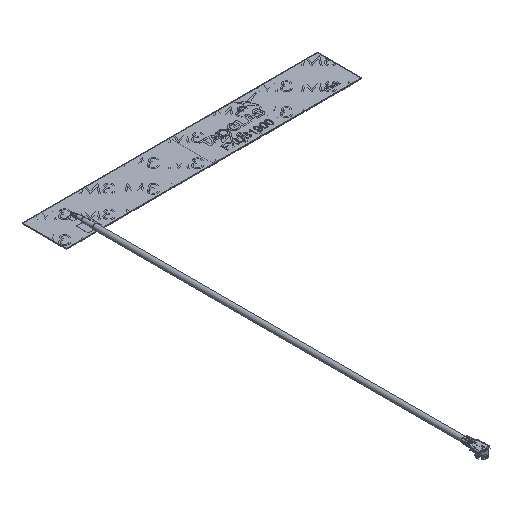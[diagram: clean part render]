
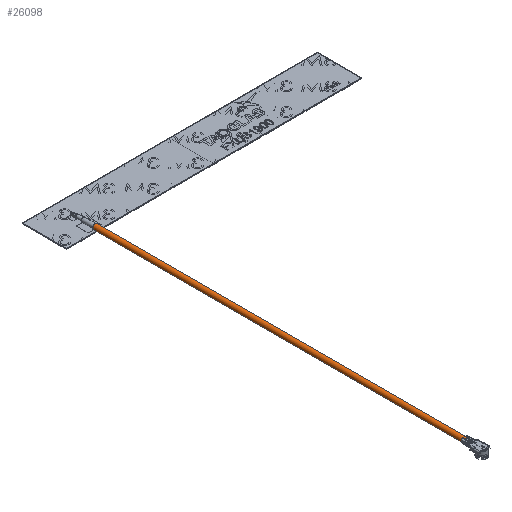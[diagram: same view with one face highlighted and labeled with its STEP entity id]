
A CAD part, isometric view. The second image highlights one B-rep face of the part: STEP entity #26098.
In plain terms, the highlighted cylindrical face has radius 0.685 mm (diameter 1.37 mm), a full revolution.
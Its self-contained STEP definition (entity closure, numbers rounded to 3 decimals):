
#1576 = DIRECTION ( 'NONE',  ( 1., 0., 0. ) ) ;
#3965 = EDGE_CURVE ( 'NONE', #9048, #9048, #20976, .T. ) ;
#6764 = CARTESIAN_POINT ( 'NONE',  ( 8.451, -11.3, 0.585 ) ) ;
#8952 = EDGE_LOOP ( 'NONE', ( #49424 ) ) ;
#9048 = VERTEX_POINT ( 'NONE', #34494 ) ;
#9588 = EDGE_CURVE ( 'NONE', #34223, #34223, #25226, .T. ) ;
#11138 = DIRECTION ( 'NONE',  ( 0., 1., 0. ) ) ;
#11604 = ORIENTED_EDGE ( 'NONE', *, *, #3965, .T. ) ;
#14149 = CYLINDRICAL_SURFACE ( 'NONE', #32165, 0.685 ) ;
#17458 = FACE_OUTER_BOUND ( 'NONE', #38394, .T. ) ;
#20976 = CIRCLE ( 'NONE', #21877, 0.685 ) ;
#21877 = AXIS2_PLACEMENT_3D ( 'NONE', #48648, #11138, #27827 ) ;
#25226 = CIRCLE ( 'NONE', #38362, 0.685 ) ;
#26098 = ADVANCED_FACE ( 'NONE', ( #17458, #30597 ), #14149, .T. ) ;
#27827 = DIRECTION ( 'NONE',  ( -1., 0., 0. ) ) ;
#29784 = DIRECTION ( 'NONE',  ( 0., -1., 0. ) ) ;
#30597 = FACE_OUTER_BOUND ( 'NONE', #8952, .T. ) ;
#31144 = DIRECTION ( 'NONE',  ( -1., 0., 0. ) ) ;
#32165 = AXIS2_PLACEMENT_3D ( 'NONE', #42928, #29784, #1576 ) ;
#34223 = VERTEX_POINT ( 'NONE', #42987 ) ;
#34494 = CARTESIAN_POINT ( 'NONE',  ( 7.766, -112.54, 0.585 ) ) ;
#38362 = AXIS2_PLACEMENT_3D ( 'NONE', #6764, #51967, #31144 ) ;
#38394 = EDGE_LOOP ( 'NONE', ( #11604 ) ) ;
#42928 = CARTESIAN_POINT ( 'NONE',  ( 8.451, -4.75, 0.585 ) ) ;
#42987 = CARTESIAN_POINT ( 'NONE',  ( 7.766, -11.3, 0.585 ) ) ;
#48648 = CARTESIAN_POINT ( 'NONE',  ( 8.451, -112.54, 0.585 ) ) ;
#49424 = ORIENTED_EDGE ( 'NONE', *, *, #9588, .F. ) ;
#51967 = DIRECTION ( 'NONE',  ( 0., 1., 0. ) ) ;
